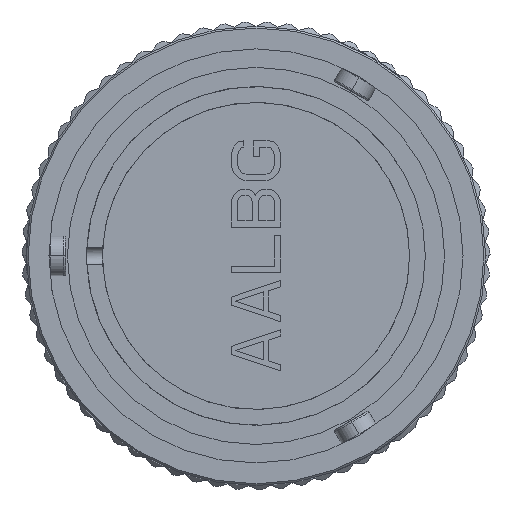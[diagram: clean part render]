
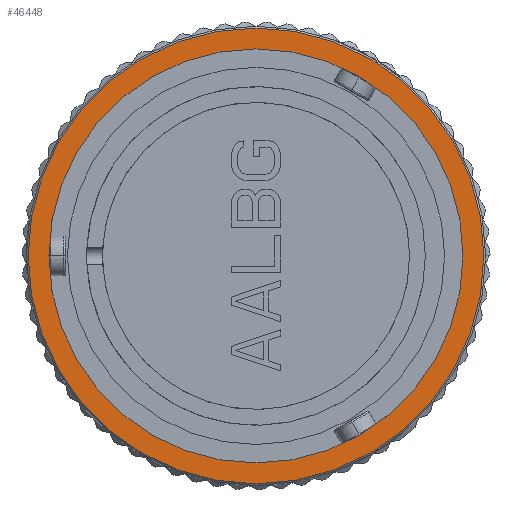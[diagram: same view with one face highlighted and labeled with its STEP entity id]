
A CAD part, left-side view. The second image highlights one B-rep face of the part: STEP entity #46448.
In plain terms, the highlighted planar face has unit normal (-1, 0, 0).
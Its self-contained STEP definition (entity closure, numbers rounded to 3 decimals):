
#10129=CARTESIAN_POINT('',(-28.95,0.,0.));
#10130=DIRECTION('',(-1.,0.,0.));
#10131=DIRECTION('',(0.,1.,0.));
#10132=AXIS2_PLACEMENT_3D('',#10129,#10130,#10131);
#10142=CARTESIAN_POINT('',(-28.95,0.,0.));
#10143=DIRECTION('',(1.,0.,0.));
#10144=DIRECTION('',(0.,1.,0.));
#10145=AXIS2_PLACEMENT_3D('',#10142,#10143,#10144);
#10147=CARTESIAN_POINT('',(-28.95,0.,0.));
#10148=DIRECTION('',(1.,0.,0.));
#10149=DIRECTION('',(0.,1.,0.));
#10150=AXIS2_PLACEMENT_3D('',#10147,#10148,#10149);
#10152=CARTESIAN_POINT('',(-28.95,0.,0.));
#10153=DIRECTION('',(-1.,0.,0.));
#10154=DIRECTION('',(0.,1.,0.));
#10155=AXIS2_PLACEMENT_3D('',#10152,#10153,#10154);
#34454=CARTESIAN_POINT('',(-28.95,23.51,0.));
#34455=CARTESIAN_POINT('',(-28.95,-23.51,0.));
#34456=VERTEX_POINT('',#34454);
#34457=VERTEX_POINT('',#34455);
#35134=CARTESIAN_POINT('',(-28.95,25.875,0.));
#35135=VERTEX_POINT('',#35134);
#35136=CARTESIAN_POINT('',(-28.95,-25.875,0.));
#35137=VERTEX_POINT('',#35136);
#46433=CARTESIAN_POINT('',(-28.95,0.,0.));
#46434=DIRECTION('',(-1.,0.,0.));
#46435=DIRECTION('',(0.,-1.,0.));
#46436=AXIS2_PLACEMENT_3D('',#46433,#46434,#46435);
#46437=PLANE('881',#46436);
#46438=ORIENTED_EDGE('4407',*,*,#46398,.F.);
#46439=ORIENTED_EDGE('4409',*,*,#46421,.T.);
#46440=EDGE_LOOP('881',(#46438,#46439));
#46441=FACE_OUTER_BOUND('881',#46440,.F.);
#46443=ORIENTED_EDGE('3908',*,*,#46442,.F.);
#46445=ORIENTED_EDGE('3906',*,*,#46444,.T.);
#46446=EDGE_LOOP('881',(#46443,#46445));
#46447=FACE_BOUND('881',#46446,.F.);
#10133=CIRCLE('4407',#10132,25.875);
#10146=CIRCLE('4409',#10145,25.875);
#10151=CIRCLE('3908',#10150,23.51);
#10156=CIRCLE('3906',#10155,23.51);
#46398=EDGE_CURVE('4407',#35135,#35137,#10133,.T.);
#46421=EDGE_CURVE('4409',#35135,#35137,#10146,.T.);
#46442=EDGE_CURVE('3908',#34456,#34457,#10151,.T.);
#46444=EDGE_CURVE('3906',#34456,#34457,#10156,.T.);
#46448=ADVANCED_FACE('881',(#46441,#46447),#46437,.T.);
